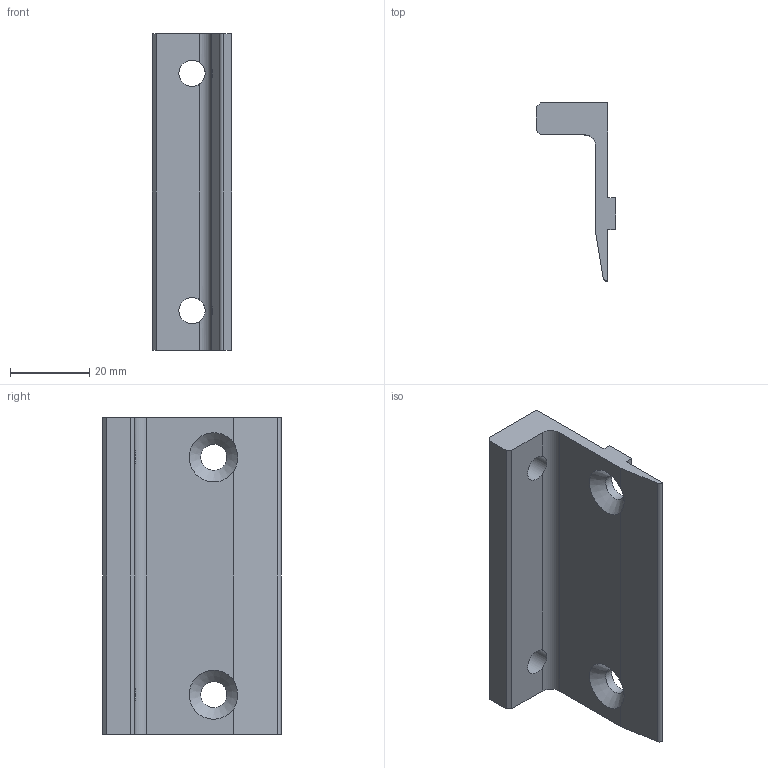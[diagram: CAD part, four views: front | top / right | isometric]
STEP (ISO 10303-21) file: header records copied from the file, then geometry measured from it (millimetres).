
FILE_DESCRIPTION((''),'2;1');
FILE_NAME('SZ8046S.stp','2012-12-03T08:53:36',('marina kaa'),(''),'Autodesk Inventor 2012','Autodesk Inventor 2012','');
FILE_SCHEMA(('AUTOMOTIVE_DESIGN { 1 0 10303 214 1 1 1 1 }'));
Length unit declared in the file: millimetre
Products named in the file (1): SZ8046S_A
Bounding box: 20 x 45 x 80 mm (x, y, z)
Volume: 19660.3 mm3; surface area: 10771.1 mm2
Topology: 1 solids, 1 shells, 23 faces, 75 edges, 50 vertices
Faces by surface type: plane 15, cylinder 6, cone 2
Full cylindrical faces by diameter (mm): 6.6 x2, 6.647 x2
Entity records: 807 total; most frequent: CARTESIAN_POINT 159, ORIENTED_EDGE 126, DIRECTION 125, EDGE_CURVE 63, VECTOR 45, LINE 45, VERTEX_POINT 44, AXIS2_PLACEMENT_3D 40
